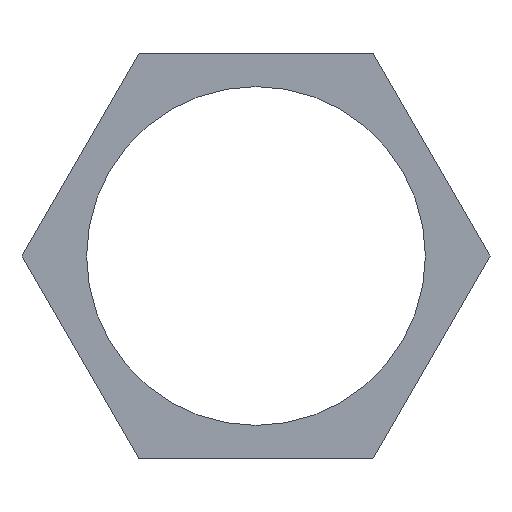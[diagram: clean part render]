
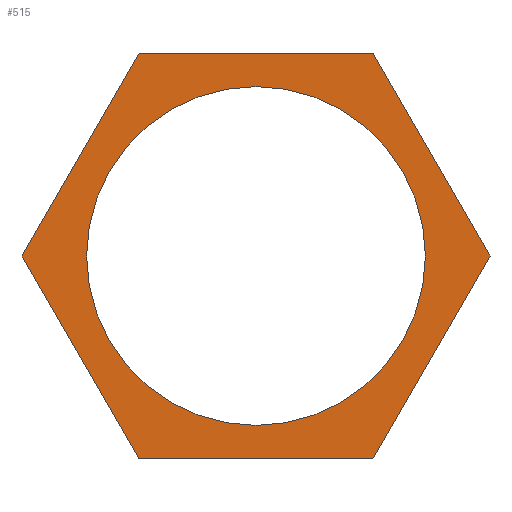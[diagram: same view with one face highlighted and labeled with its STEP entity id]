
A CAD part, front view. The second image highlights one B-rep face of the part: STEP entity #515.
In plain terms, the highlighted planar face has unit normal (0, -1, 0).
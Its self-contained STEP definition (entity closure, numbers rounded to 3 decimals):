
#11 = ORIENTED_EDGE ( 'NONE', *, *, #366, .F. ) ;
#14 = VECTOR ( 'NONE', #291, 1000. ) ;
#29 = CARTESIAN_POINT ( 'NONE',  ( 4.041, 0., 7. ) ) ;
#30 = EDGE_CURVE ( 'NONE', #140, #536, #470, .T. ) ;
#55 = ORIENTED_EDGE ( 'NONE', *, *, #372, .F. ) ;
#56 = CARTESIAN_POINT ( 'NONE',  ( -4.041, 0., -7. ) ) ;
#59 = CARTESIAN_POINT ( 'NONE',  ( 4.041, 0., 7. ) ) ;
#64 = CIRCLE ( 'NONE', #371, 5.85 ) ;
#65 = LINE ( 'NONE', #285, #112 ) ;
#86 = CARTESIAN_POINT ( 'NONE',  ( -8.083, 0., 0. ) ) ;
#87 = AXIS2_PLACEMENT_3D ( 'NONE', #528, #531, #157 ) ;
#105 = ORIENTED_EDGE ( 'NONE', *, *, #307, .F. ) ;
#110 = VECTOR ( 'NONE', #143, 1000. ) ;
#112 = VECTOR ( 'NONE', #398, 1000. ) ;
#127 = EDGE_CURVE ( 'NONE', #431, #140, #228, .T. ) ;
#140 = VERTEX_POINT ( 'NONE', #450 ) ;
#143 = DIRECTION ( 'NONE',  ( -1., 0., 0. ) ) ;
#146 = FACE_BOUND ( 'NONE', #391, .T. ) ;
#154 = CARTESIAN_POINT ( 'NONE',  ( 0., 0., 0. ) ) ;
#157 = DIRECTION ( 'NONE',  ( 0., 0., 1. ) ) ;
#160 = CARTESIAN_POINT ( 'NONE',  ( -4.041, 0., 7. ) ) ;
#168 = VECTOR ( 'NONE', #309, 1000. ) ;
#178 = LINE ( 'NONE', #261, #14 ) ;
#187 = DIRECTION ( 'NONE',  ( 0., 0., 1. ) ) ;
#189 = VECTOR ( 'NONE', #394, 1000. ) ;
#191 = EDGE_CURVE ( 'NONE', #220, #303, #416, .T. ) ;
#203 = EDGE_LOOP ( 'NONE', ( #55, #248, #389, #284, #105, #11 ) ) ;
#220 = VERTEX_POINT ( 'NONE', #293 ) ;
#223 = VERTEX_POINT ( 'NONE', #86 ) ;
#228 = LINE ( 'NONE', #432, #189 ) ;
#232 = VECTOR ( 'NONE', #323, 1000. ) ;
#248 = ORIENTED_EDGE ( 'NONE', *, *, #30, .F. ) ;
#261 = CARTESIAN_POINT ( 'NONE',  ( -4.041, 0., 7. ) ) ;
#281 = LINE ( 'NONE', #403, #232 ) ;
#284 = ORIENTED_EDGE ( 'NONE', *, *, #534, .F. ) ;
#285 = CARTESIAN_POINT ( 'NONE',  ( -8.083, 0., 0. ) ) ;
#291 = DIRECTION ( 'NONE',  ( 1., 0., 0. ) ) ;
#293 = CARTESIAN_POINT ( 'NONE',  ( 0., 0., -5.85 ) ) ;
#302 = CARTESIAN_POINT ( 'NONE',  ( 4.041, 0., -7. ) ) ;
#303 = VERTEX_POINT ( 'NONE', #384 ) ;
#307 = EDGE_CURVE ( 'NONE', #411, #374, #178, .T. ) ;
#309 = DIRECTION ( 'NONE',  ( 0.5, 0., -0.866 ) ) ;
#320 = DIRECTION ( 'NONE',  ( 0., 1., 0. ) ) ;
#323 = DIRECTION ( 'NONE',  ( -0.5, 0., 0.866 ) ) ;
#348 = PLANE ( 'NONE',  #382 ) ;
#359 = DIRECTION ( 'NONE',  ( 0., 1., 0. ) ) ;
#366 = EDGE_CURVE ( 'NONE', #223, #411, #65, .T. ) ;
#371 = AXIS2_PLACEMENT_3D ( 'NONE', #154, #359, #526 ) ;
#372 = EDGE_CURVE ( 'NONE', #536, #223, #281, .T. ) ;
#374 = VERTEX_POINT ( 'NONE', #29 ) ;
#382 = AXIS2_PLACEMENT_3D ( 'NONE', #433, #320, #187 ) ;
#384 = CARTESIAN_POINT ( 'NONE',  ( 0., 0., 5.85 ) ) ;
#389 = ORIENTED_EDGE ( 'NONE', *, *, #127, .F. ) ;
#391 = EDGE_LOOP ( 'NONE', ( #428, #517 ) ) ;
#394 = DIRECTION ( 'NONE',  ( -0.5, 0., -0.866 ) ) ;
#398 = DIRECTION ( 'NONE',  ( 0.5, 0., 0.866 ) ) ;
#403 = CARTESIAN_POINT ( 'NONE',  ( -4.041, 0., -7. ) ) ;
#404 = EDGE_CURVE ( 'NONE', #303, #220, #64, .T. ) ;
#411 = VERTEX_POINT ( 'NONE', #160 ) ;
#416 = CIRCLE ( 'NONE', #87, 5.85 ) ;
#428 = ORIENTED_EDGE ( 'NONE', *, *, #191, .T. ) ;
#431 = VERTEX_POINT ( 'NONE', #483 ) ;
#432 = CARTESIAN_POINT ( 'NONE',  ( 8.083, 0., 0. ) ) ;
#433 = CARTESIAN_POINT ( 'NONE',  ( 0., 0., 0. ) ) ;
#450 = CARTESIAN_POINT ( 'NONE',  ( 4.041, 0., -7. ) ) ;
#470 = LINE ( 'NONE', #302, #110 ) ;
#483 = CARTESIAN_POINT ( 'NONE',  ( 8.083, 0., 0. ) ) ;
#515 = ADVANCED_FACE ( 'NONE', ( #527, #146 ), #348, .F. ) ;
#517 = ORIENTED_EDGE ( 'NONE', *, *, #404, .T. ) ;
#518 = LINE ( 'NONE', #59, #168 ) ;
#526 = DIRECTION ( 'NONE',  ( 0., 0., 1. ) ) ;
#527 = FACE_OUTER_BOUND ( 'NONE', #203, .T. ) ;
#528 = CARTESIAN_POINT ( 'NONE',  ( 0., 0., 0. ) ) ;
#531 = DIRECTION ( 'NONE',  ( 0., 1., 0. ) ) ;
#534 = EDGE_CURVE ( 'NONE', #374, #431, #518, .T. ) ;
#536 = VERTEX_POINT ( 'NONE', #56 ) ;
